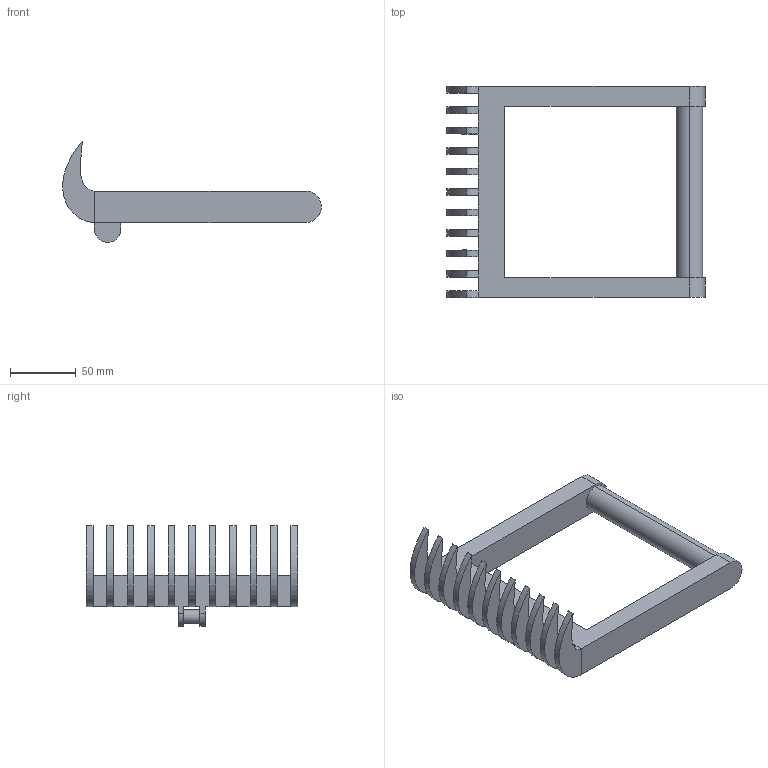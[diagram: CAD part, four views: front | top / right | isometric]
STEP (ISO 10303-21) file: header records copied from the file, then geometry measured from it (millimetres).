
FILE_DESCRIPTION (( 'STEP AP203' ), '1' );
FILE_NAME ('scavate_part_Default_sldprt.STEP', '2023-12-01T04:23:17', ( '' ), ( '' ), 'SwSTEP 2.0', 'SolidWorks 2018', '' );
FILE_SCHEMA (( 'CONFIG_CONTROL_DESIGN' ));
Length unit declared in the file: centimetre
Products named in the file (1): scavate_part_Default_sldprt
Bounding box: 196.07 x 160.1 x 76.49 mm (x, y, z)
Volume: 272644.9 mm3; surface area: 70347.4 mm2
Topology: 1 solids, 1 shells, 82 faces, 198 edges, 118 vertices
Faces by surface type: plane 48, bspline 22, cylinder 12
Entity records: 2483 total; most frequent: CARTESIAN_POINT 641, ORIENTED_EDGE 396, DIRECTION 300, EDGE_CURVE 198, LINE 130, VECTOR 130, VERTEX_POINT 118, EDGE_LOOP 86
